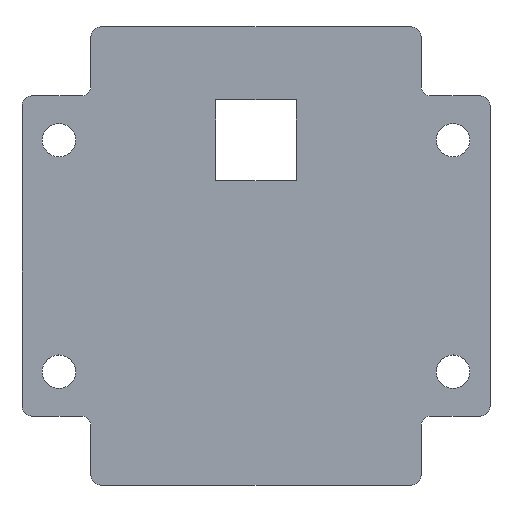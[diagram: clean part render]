
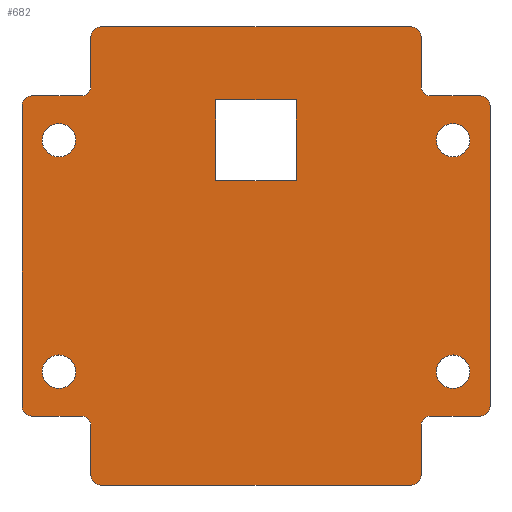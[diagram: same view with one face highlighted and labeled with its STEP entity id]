
A CAD part, top view. The second image highlights one B-rep face of the part: STEP entity #682.
In plain terms, the highlighted planar face has unit normal (0, 0, 1).
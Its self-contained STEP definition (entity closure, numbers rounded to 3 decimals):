
#20=FACE_BOUND('',#116,.T.);
#21=FACE_BOUND('',#117,.T.);
#22=FACE_BOUND('',#118,.T.);
#23=FACE_BOUND('',#119,.T.);
#24=FACE_BOUND('',#120,.T.);
#42=PLANE('',#762);
#76=FACE_OUTER_BOUND('',#115,.T.);
#115=EDGE_LOOP('',(#601,#602,#603,#604,#605,#606,#607,#608,#609,#610,#611,
#612,#613,#614,#615,#616,#617,#618,#619,#620,#621,#622,#623,#624));
#116=EDGE_LOOP('',(#625));
#117=EDGE_LOOP('',(#626));
#118=EDGE_LOOP('',(#627));
#119=EDGE_LOOP('',(#628));
#120=EDGE_LOOP('',(#629,#630,#631,#632));
#139=LINE('',#1035,#203);
#144=LINE('',#1048,#208);
#147=LINE('',#1057,#211);
#152=LINE('',#1070,#216);
#156=LINE('',#1080,#220);
#160=LINE('',#1090,#224);
#163=LINE('',#1098,#227);
#165=LINE('',#1104,#229);
#167=LINE('',#1110,#231);
#170=LINE('',#1118,#234);
#176=LINE('',#1139,#240);
#178=LINE('',#1143,#242);
#180=LINE('',#1147,#244);
#182=LINE('',#1150,#246);
#183=LINE('',#1152,#247);
#184=LINE('',#1154,#248);
#203=VECTOR('',#823,10.);
#208=VECTOR('',#838,10.);
#211=VECTOR('',#847,10.);
#216=VECTOR('',#862,10.);
#220=VECTOR('',#872,10.);
#224=VECTOR('',#882,10.);
#227=VECTOR('',#891,10.);
#229=VECTOR('',#899,10.);
#231=VECTOR('',#907,10.);
#234=VECTOR('',#916,10.);
#240=VECTOR('',#940,10.);
#242=VECTOR('',#944,10.);
#244=VECTOR('',#948,10.);
#246=VECTOR('',#952,10.);
#247=VECTOR('',#955,10.);
#248=VECTOR('',#958,10.);
#249=CIRCLE('',#698,1.);
#266=CIRCLE('',#718,1.);
#267=CIRCLE('',#720,1.);
#268=CIRCLE('',#723,1.);
#269=CIRCLE('',#726,1.);
#270=CIRCLE('',#728,1.);
#271=CIRCLE('',#731,1.);
#272=CIRCLE('',#734,1.);
#273=CIRCLE('',#737,1.);
#274=CIRCLE('',#740,1.);
#275=CIRCLE('',#743,1.);
#276=CIRCLE('',#746,1.);
#277=CIRCLE('',#749,1.7);
#278=CIRCLE('',#751,1.7);
#279=CIRCLE('',#753,1.7);
#280=CIRCLE('',#755,1.7);
#281=VERTEX_POINT('',#963);
#282=VERTEX_POINT('',#964);
#315=VERTEX_POINT('',#1034);
#316=VERTEX_POINT('',#1038);
#317=VERTEX_POINT('',#1042);
#318=VERTEX_POINT('',#1043);
#319=VERTEX_POINT('',#1050);
#320=VERTEX_POINT('',#1051);
#321=VERTEX_POINT('',#1056);
#322=VERTEX_POINT('',#1060);
#323=VERTEX_POINT('',#1064);
#324=VERTEX_POINT('',#1065);
#325=VERTEX_POINT('',#1072);
#326=VERTEX_POINT('',#1074);
#327=VERTEX_POINT('',#1078);
#328=VERTEX_POINT('',#1082);
#329=VERTEX_POINT('',#1084);
#330=VERTEX_POINT('',#1088);
#331=VERTEX_POINT('',#1092);
#332=VERTEX_POINT('',#1096);
#333=VERTEX_POINT('',#1100);
#334=VERTEX_POINT('',#1106);
#335=VERTEX_POINT('',#1112);
#336=VERTEX_POINT('',#1113);
#337=VERTEX_POINT('',#1120);
#338=VERTEX_POINT('',#1124);
#339=VERTEX_POINT('',#1128);
#340=VERTEX_POINT('',#1132);
#341=VERTEX_POINT('',#1136);
#342=VERTEX_POINT('',#1138);
#343=VERTEX_POINT('',#1142);
#344=VERTEX_POINT('',#1146);
#345=EDGE_CURVE('',#281,#282,#249,.T.);
#380=EDGE_CURVE('',#315,#282,#139,.T.);
#382=EDGE_CURVE('',#315,#316,#266,.T.);
#384=EDGE_CURVE('',#317,#318,#267,.T.);
#387=EDGE_CURVE('',#317,#316,#144,.T.);
#388=EDGE_CURVE('',#319,#320,#268,.T.);
#391=EDGE_CURVE('',#321,#320,#147,.T.);
#393=EDGE_CURVE('',#321,#322,#269,.T.);
#395=EDGE_CURVE('',#323,#324,#270,.T.);
#398=EDGE_CURVE('',#323,#322,#152,.T.);
#400=EDGE_CURVE('',#325,#326,#271,.T.);
#403=EDGE_CURVE('',#325,#327,#156,.T.);
#405=EDGE_CURVE('',#328,#329,#272,.T.);
#408=EDGE_CURVE('',#328,#330,#160,.T.);
#409=EDGE_CURVE('',#331,#327,#273,.T.);
#412=EDGE_CURVE('',#331,#332,#163,.T.);
#413=EDGE_CURVE('',#333,#332,#274,.T.);
#415=EDGE_CURVE('',#333,#329,#165,.T.);
#416=EDGE_CURVE('',#334,#330,#275,.T.);
#418=EDGE_CURVE('',#334,#324,#167,.T.);
#419=EDGE_CURVE('',#335,#336,#276,.T.);
#422=EDGE_CURVE('',#281,#336,#170,.T.);
#423=EDGE_CURVE('',#337,#337,#277,.T.);
#425=EDGE_CURVE('',#338,#338,#278,.T.);
#427=EDGE_CURVE('',#339,#339,#279,.T.);
#429=EDGE_CURVE('',#340,#340,#280,.T.);
#432=EDGE_CURVE('',#342,#341,#176,.T.);
#434=EDGE_CURVE('',#343,#342,#178,.T.);
#436=EDGE_CURVE('',#344,#343,#180,.T.);
#438=EDGE_CURVE('',#341,#344,#182,.T.);
#439=EDGE_CURVE('',#319,#318,#183,.T.);
#440=EDGE_CURVE('',#335,#326,#184,.T.);
#601=ORIENTED_EDGE('',*,*,#345,.F.);
#602=ORIENTED_EDGE('',*,*,#422,.T.);
#603=ORIENTED_EDGE('',*,*,#419,.F.);
#604=ORIENTED_EDGE('',*,*,#440,.T.);
#605=ORIENTED_EDGE('',*,*,#400,.F.);
#606=ORIENTED_EDGE('',*,*,#403,.T.);
#607=ORIENTED_EDGE('',*,*,#409,.F.);
#608=ORIENTED_EDGE('',*,*,#412,.T.);
#609=ORIENTED_EDGE('',*,*,#413,.F.);
#610=ORIENTED_EDGE('',*,*,#415,.T.);
#611=ORIENTED_EDGE('',*,*,#405,.F.);
#612=ORIENTED_EDGE('',*,*,#408,.T.);
#613=ORIENTED_EDGE('',*,*,#416,.F.);
#614=ORIENTED_EDGE('',*,*,#418,.T.);
#615=ORIENTED_EDGE('',*,*,#395,.F.);
#616=ORIENTED_EDGE('',*,*,#398,.T.);
#617=ORIENTED_EDGE('',*,*,#393,.F.);
#618=ORIENTED_EDGE('',*,*,#391,.T.);
#619=ORIENTED_EDGE('',*,*,#388,.F.);
#620=ORIENTED_EDGE('',*,*,#439,.T.);
#621=ORIENTED_EDGE('',*,*,#384,.F.);
#622=ORIENTED_EDGE('',*,*,#387,.T.);
#623=ORIENTED_EDGE('',*,*,#382,.F.);
#624=ORIENTED_EDGE('',*,*,#380,.T.);
#625=ORIENTED_EDGE('',*,*,#423,.T.);
#626=ORIENTED_EDGE('',*,*,#425,.T.);
#627=ORIENTED_EDGE('',*,*,#427,.T.);
#628=ORIENTED_EDGE('',*,*,#429,.T.);
#629=ORIENTED_EDGE('',*,*,#432,.T.);
#630=ORIENTED_EDGE('',*,*,#438,.T.);
#631=ORIENTED_EDGE('',*,*,#436,.T.);
#632=ORIENTED_EDGE('',*,*,#434,.T.);
#682=ADVANCED_FACE('',(#76,#20,#21,#22,#23,#24),#42,.T.);
#698=AXIS2_PLACEMENT_3D('',#965,#767,#768);
#718=AXIS2_PLACEMENT_3D('',#1039,#827,#828);
#720=AXIS2_PLACEMENT_3D('',#1044,#832,#833);
#723=AXIS2_PLACEMENT_3D('',#1052,#841,#842);
#726=AXIS2_PLACEMENT_3D('',#1061,#851,#852);
#728=AXIS2_PLACEMENT_3D('',#1066,#856,#857);
#731=AXIS2_PLACEMENT_3D('',#1075,#866,#867);
#734=AXIS2_PLACEMENT_3D('',#1085,#876,#877);
#737=AXIS2_PLACEMENT_3D('',#1093,#885,#886);
#740=AXIS2_PLACEMENT_3D('',#1101,#894,#895);
#743=AXIS2_PLACEMENT_3D('',#1107,#902,#903);
#746=AXIS2_PLACEMENT_3D('',#1114,#910,#911);
#749=AXIS2_PLACEMENT_3D('',#1121,#919,#920);
#751=AXIS2_PLACEMENT_3D('',#1125,#924,#925);
#753=AXIS2_PLACEMENT_3D('',#1129,#929,#930);
#755=AXIS2_PLACEMENT_3D('',#1133,#934,#935);
#762=AXIS2_PLACEMENT_3D('',#1155,#959,#960);
#767=DIRECTION('center_axis',(0.,0.,-1.));
#768=DIRECTION('ref_axis',(0.707,-0.707,0.));
#823=DIRECTION('',(1.,0.,0.));
#827=DIRECTION('center_axis',(0.,0.,1.));
#828=DIRECTION('ref_axis',(-0.707,0.707,0.));
#832=DIRECTION('center_axis',(0.,0.,-1.));
#833=DIRECTION('ref_axis',(0.707,-0.707,0.));
#838=DIRECTION('',(0.,1.,0.));
#841=DIRECTION('center_axis',(0.,0.,-1.));
#842=DIRECTION('ref_axis',(-0.707,-0.707,0.));
#847=DIRECTION('',(0.,-1.,0.));
#851=DIRECTION('center_axis',(0.,0.,1.));
#852=DIRECTION('ref_axis',(0.707,0.707,0.));
#856=DIRECTION('center_axis',(0.,0.,-1.));
#857=DIRECTION('ref_axis',(-0.707,-0.707,0.));
#862=DIRECTION('',(1.,0.,0.));
#866=DIRECTION('center_axis',(0.,0.,1.));
#867=DIRECTION('ref_axis',(-0.707,-0.707,0.));
#872=DIRECTION('',(0.,1.,0.));
#876=DIRECTION('center_axis',(0.,0.,1.));
#877=DIRECTION('ref_axis',(0.707,-0.707,0.));
#882=DIRECTION('',(-1.,0.,0.));
#885=DIRECTION('center_axis',(0.,0.,-1.));
#886=DIRECTION('ref_axis',(0.707,0.707,0.));
#891=DIRECTION('',(-1.,0.,0.));
#894=DIRECTION('center_axis',(0.,0.,-1.));
#895=DIRECTION('ref_axis',(-0.707,0.707,0.));
#899=DIRECTION('',(0.,-1.,0.));
#902=DIRECTION('center_axis',(0.,0.,-1.));
#903=DIRECTION('ref_axis',(-0.707,0.707,0.));
#907=DIRECTION('',(0.,-1.,0.));
#910=DIRECTION('center_axis',(0.,0.,-1.));
#911=DIRECTION('ref_axis',(0.707,0.707,0.));
#916=DIRECTION('',(0.,1.,0.));
#919=DIRECTION('center_axis',(0.,0.,-1.));
#920=DIRECTION('ref_axis',(1.,0.,0.));
#924=DIRECTION('center_axis',(0.,0.,-1.));
#925=DIRECTION('ref_axis',(1.,0.,0.));
#929=DIRECTION('center_axis',(0.,0.,-1.));
#930=DIRECTION('ref_axis',(1.,0.,0.));
#934=DIRECTION('center_axis',(0.,0.,-1.));
#935=DIRECTION('ref_axis',(1.,0.,0.));
#940=DIRECTION('',(1.,0.,0.));
#944=DIRECTION('',(0.,1.,0.));
#948=DIRECTION('',(-1.,0.,0.));
#952=DIRECTION('',(0.,-1.,0.));
#955=DIRECTION('',(1.,0.,0.));
#958=DIRECTION('',(-1.,0.,0.));
#959=DIRECTION('center_axis',(0.,0.,1.));
#960=DIRECTION('ref_axis',(1.,0.,0.));
#963=CARTESIAN_POINT('',(47.5,-22.5,3.));
#964=CARTESIAN_POINT('',(46.5,-23.5,3.));
#965=CARTESIAN_POINT('Origin',(46.5,-22.5,3.));
#1034=CARTESIAN_POINT('',(41.5,-23.5,3.));
#1035=CARTESIAN_POINT('',(47.5,-23.5,3.));
#1038=CARTESIAN_POINT('',(40.5,-24.5,3.));
#1039=CARTESIAN_POINT('Origin',(41.5,-24.5,3.));
#1042=CARTESIAN_POINT('',(40.5,-29.5,3.));
#1043=CARTESIAN_POINT('',(39.5,-30.5,3.));
#1044=CARTESIAN_POINT('Origin',(39.5,-29.5,3.));
#1048=CARTESIAN_POINT('',(40.5,-23.5,3.));
#1050=CARTESIAN_POINT('',(8.,-30.5,3.));
#1051=CARTESIAN_POINT('',(7.,-29.5,3.));
#1052=CARTESIAN_POINT('Origin',(8.,-29.5,3.));
#1056=CARTESIAN_POINT('',(7.,-24.5,3.));
#1057=CARTESIAN_POINT('',(7.,-30.5,3.));
#1060=CARTESIAN_POINT('',(6.,-23.5,3.));
#1061=CARTESIAN_POINT('Origin',(6.,-24.5,3.));
#1064=CARTESIAN_POINT('',(1.,-23.5,3.));
#1065=CARTESIAN_POINT('',(0.,-22.5,3.));
#1066=CARTESIAN_POINT('Origin',(1.,-22.5,3.));
#1070=CARTESIAN_POINT('',(47.5,-23.5,3.));
#1072=CARTESIAN_POINT('',(40.5,10.,3.));
#1074=CARTESIAN_POINT('',(41.5,9.,3.));
#1075=CARTESIAN_POINT('Origin',(41.5,10.,3.));
#1078=CARTESIAN_POINT('',(40.5,15.,3.));
#1080=CARTESIAN_POINT('',(40.5,16.,3.));
#1082=CARTESIAN_POINT('',(6.,9.,3.));
#1084=CARTESIAN_POINT('',(7.,10.,3.));
#1085=CARTESIAN_POINT('Origin',(6.,10.,3.));
#1088=CARTESIAN_POINT('',(1.,9.,3.));
#1090=CARTESIAN_POINT('',(47.5,9.,3.));
#1092=CARTESIAN_POINT('',(39.5,16.,3.));
#1093=CARTESIAN_POINT('Origin',(39.5,15.,3.));
#1096=CARTESIAN_POINT('',(8.,16.,3.));
#1098=CARTESIAN_POINT('',(7.,16.,3.));
#1100=CARTESIAN_POINT('',(7.,15.,3.));
#1101=CARTESIAN_POINT('Origin',(8.,15.,3.));
#1104=CARTESIAN_POINT('',(7.,9.,3.));
#1106=CARTESIAN_POINT('',(0.,8.,3.));
#1107=CARTESIAN_POINT('Origin',(1.,8.,3.));
#1110=CARTESIAN_POINT('',(0.,9.,3.));
#1112=CARTESIAN_POINT('',(46.5,9.,3.));
#1113=CARTESIAN_POINT('',(47.5,8.,3.));
#1114=CARTESIAN_POINT('Origin',(46.5,8.,3.));
#1118=CARTESIAN_POINT('',(47.5,0.,3.));
#1120=CARTESIAN_POINT('',(2.05,-19.,3.));
#1121=CARTESIAN_POINT('Origin',(3.75,-19.,3.));
#1124=CARTESIAN_POINT('',(2.05,4.5,3.));
#1125=CARTESIAN_POINT('Origin',(3.75,4.5,3.));
#1128=CARTESIAN_POINT('',(42.05,4.5,3.));
#1129=CARTESIAN_POINT('Origin',(43.75,4.5,3.));
#1132=CARTESIAN_POINT('',(42.05,-19.,3.));
#1133=CARTESIAN_POINT('Origin',(43.75,-19.,3.));
#1136=CARTESIAN_POINT('',(27.85,8.6,3.));
#1138=CARTESIAN_POINT('',(19.65,8.6,3.));
#1139=CARTESIAN_POINT('',(21.7,8.6,3.));
#1142=CARTESIAN_POINT('',(19.65,0.4,3.));
#1143=CARTESIAN_POINT('',(19.65,-3.425,3.));
#1146=CARTESIAN_POINT('',(27.85,0.4,3.));
#1147=CARTESIAN_POINT('',(25.8,0.4,3.));
#1150=CARTESIAN_POINT('',(27.85,0.675,3.));
#1152=CARTESIAN_POINT('',(40.5,-30.5,3.));
#1154=CARTESIAN_POINT('',(47.5,9.,3.));
#1155=CARTESIAN_POINT('Origin',(23.75,-7.25,3.));
